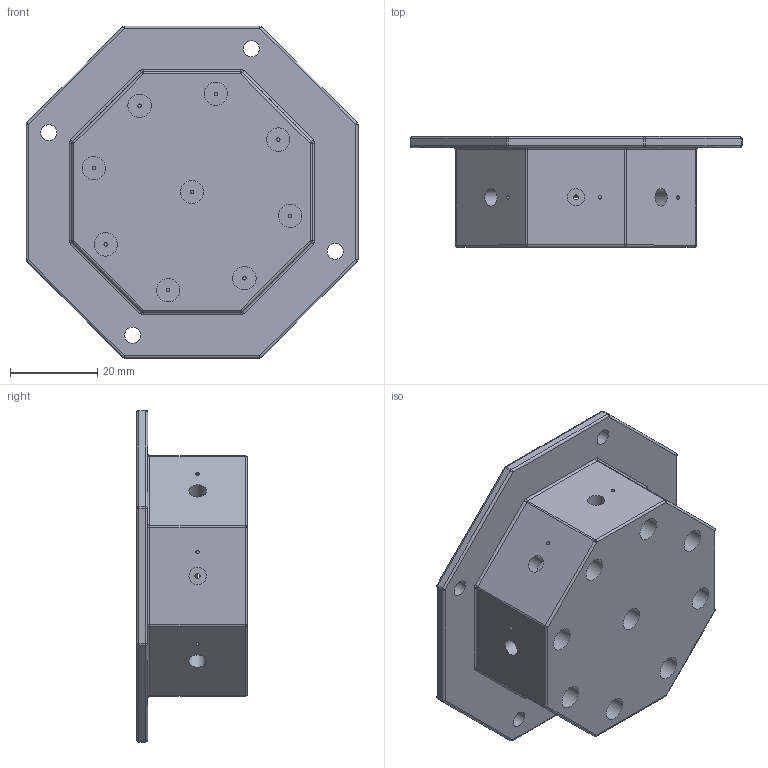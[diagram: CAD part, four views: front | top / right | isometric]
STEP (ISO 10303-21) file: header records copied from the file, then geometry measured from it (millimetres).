
FILE_DESCRIPTION(/* description */ (''),/* implementation_level */ '2;1');
FILE_NAME(/* name */ 'Clippard 8-MC heart v2A.stp',/* time_stamp */ '2024-04-08T14:20:12-04:00',/* author */ ('shann'),/* organization */ (''),/* preprocessor_version */ 'ST-DEVELOPER v20',/* originating_system */ 'Autodesk Inventor 2024',/* authorisation */ '');
FILE_SCHEMA (('AUTOMOTIVE_DESIGN { 1 0 10303 214 3 1 1 }'));
Length unit declared in the file: inch
Products named in the file (1): Clippard 8-MC heart v2A
Bounding box: 76.2 x 25.4 x 76.2 mm (x, y, z)
Volume: 67398.1 mm3; surface area: 17107.1 mm2
Topology: 1 solids, 1 shells, 186 faces, 426 edges, 245 vertices
Faces by surface type: cylinder 110, plane 44, sphere 24, torus 8
Full cylindrical faces by diameter (mm): 0.794 x17, 1.191 x16, 3.683 x4, 3.962 x8, 5.359 x9
Entity records: 5405 total; most frequent: DIRECTION 1042, CARTESIAN_POINT 899, ORIENTED_EDGE 852, AXIS2_PLACEMENT_3D 438, EDGE_CURVE 426, EDGE_LOOP 245, VERTEX_POINT 245, CIRCLE 195
